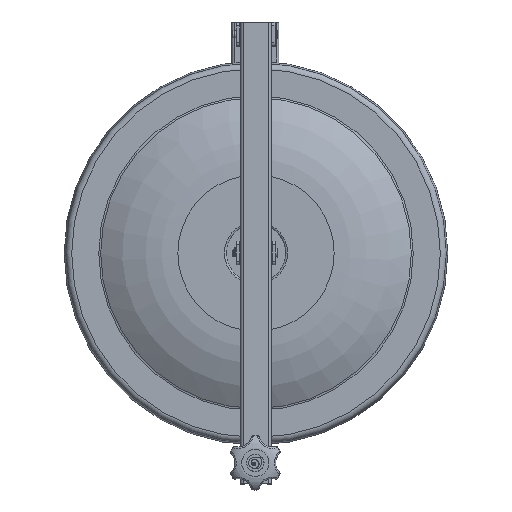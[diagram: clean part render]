
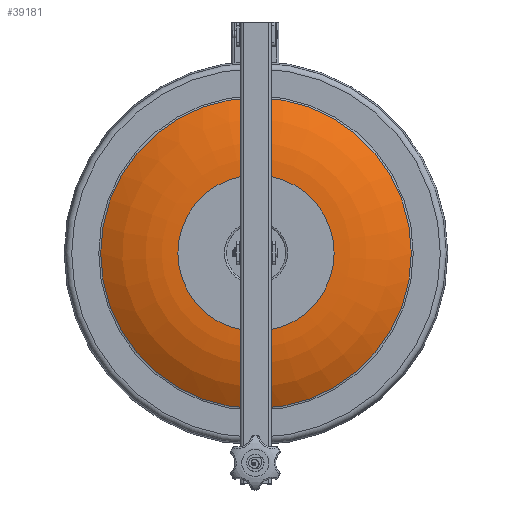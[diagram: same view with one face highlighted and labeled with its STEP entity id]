
A CAD part, top view. The second image highlights one B-rep face of the part: STEP entity #39181.
In plain terms, the highlighted toroidal (fillet/blend) face has major radius 115 mm and minor radius 206.429 mm.
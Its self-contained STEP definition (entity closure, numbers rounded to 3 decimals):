
#1392=DEGENERATE_TOROIDAL_SURFACE('',#62917,115.,206.429,.T.);
#7520=ORIENTED_EDGE('',*,*,#19650,.T.);
#7521=ORIENTED_EDGE('',*,*,#19651,.F.);
#19650=EDGE_CURVE('',#25738,#25738,#28675,.F.);
#19651=EDGE_CURVE('',#25739,#25739,#28676,.T.);
#25738=VERTEX_POINT('',#80108);
#25739=VERTEX_POINT('',#80110);
#28675=CIRCLE('',#62918,228.756);
#28676=CIRCLE('',#62919,115.);
#30672=EDGE_LOOP('',(#7520));
#30673=EDGE_LOOP('',(#7521));
#34122=FACE_BOUND('',#30672,.T.);
#34123=FACE_BOUND('',#30673,.T.);
#39181=ADVANCED_FACE('',(#34122,#34123),#1392,.T.);
#62917=AXIS2_PLACEMENT_3D('',#80106,#68291,#68292);
#62918=AXIS2_PLACEMENT_3D('',#80107,#68293,#68294);
#62919=AXIS2_PLACEMENT_3D('',#80109,#68295,#68296);
#68291=DIRECTION('',(0.,0.,1.));
#68292=DIRECTION('',(1.,0.,0.));
#68293=DIRECTION('',(0.,0.,-1.));
#68294=DIRECTION('',(-1.,0.,0.));
#68295=DIRECTION('',(0.,0.,1.));
#68296=DIRECTION('',(1.,0.,0.));
#80106=CARTESIAN_POINT('',(0.,0.,-149.429));
#80107=CARTESIAN_POINT('',(0.,0.,22.828));
#80108=CARTESIAN_POINT('',(-228.756,0.,22.828));
#80109=CARTESIAN_POINT('',(0.,0.,57.));
#80110=CARTESIAN_POINT('',(115.,0.,57.));
